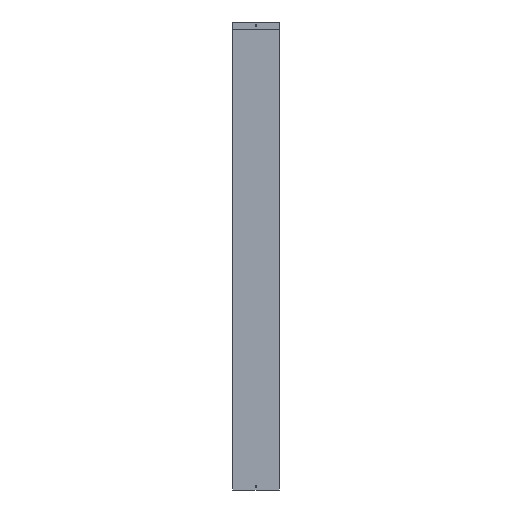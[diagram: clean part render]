
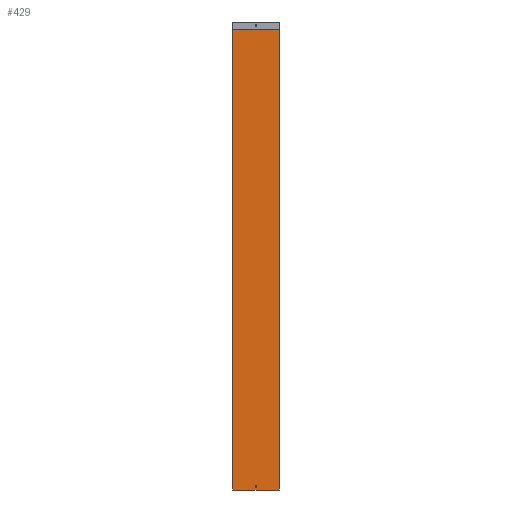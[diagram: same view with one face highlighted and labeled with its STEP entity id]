
A CAD part, front view. The second image highlights one B-rep face of the part: STEP entity #429.
In plain terms, the highlighted planar face has unit normal (0, -1, 0).
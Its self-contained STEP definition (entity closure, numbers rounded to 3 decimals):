
#42 = DIRECTION ( 'NONE',  ( 0., 0., -1. ) ) ;
#54 = CARTESIAN_POINT ( 'NONE',  ( 100., 0., 1969. ) ) ;
#262 = AXIS2_PLACEMENT_3D ( 'NONE', #759, #752, #751 ) ;
#288 = AXIS2_PLACEMENT_3D ( 'NONE', #637, #634, #631 ) ;
#310 = EDGE_CURVE ( 'NONE', #1044, #1067, #1558, .T. ) ;
#362 = EDGE_CURVE ( 'NONE', #1335, #1021, #1649, .T. ) ;
#365 = EDGE_CURVE ( 'NONE', #1844, #1844, #1654, .T. ) ;
#366 = EDGE_CURVE ( 'NONE', #1335, #1044, #1657, .T. ) ;
#367 = EDGE_CURVE ( 'NONE', #1021, #1067, #1656, .T. ) ;
#429 = ADVANCED_FACE ( 'NONE', ( #1762, #1766 ), #761, .F. ) ;
#623 = DIRECTION ( 'NONE',  ( 1., 0., 0. ) ) ;
#629 = DIRECTION ( 'NONE',  ( 1., 0., 0. ) ) ;
#631 = DIRECTION ( 'NONE',  ( 0., 0., 1. ) ) ;
#634 = DIRECTION ( 'NONE',  ( 0., -1., 0. ) ) ;
#637 = CARTESIAN_POINT ( 'NONE',  ( 0., 0., 15. ) ) ;
#649 = CARTESIAN_POINT ( 'NONE',  ( -100., 0., 0. ) ) ;
#655 = CARTESIAN_POINT ( 'NONE',  ( -100., 0., 1968. ) ) ;
#686 = DIRECTION ( 'NONE',  ( 0., 0., -1. ) ) ;
#688 = CARTESIAN_POINT ( 'NONE',  ( -100., 0., 1969. ) ) ;
#751 = DIRECTION ( 'NONE',  ( 0., 0., 1. ) ) ;
#752 = DIRECTION ( 'NONE',  ( 0., 1., 0. ) ) ;
#759 = CARTESIAN_POINT ( 'NONE',  ( -100., 0., 1969. ) ) ;
#761 = PLANE ( 'NONE',  #262 ) ;
#868 = CARTESIAN_POINT ( 'NONE',  ( 100., 0., 1968. ) ) ;
#898 = CARTESIAN_POINT ( 'NONE',  ( -100., 0., 0. ) ) ;
#961 = CARTESIAN_POINT ( 'NONE',  ( 0., 0., 18.5 ) ) ;
#982 = CARTESIAN_POINT ( 'NONE',  ( -100., 0., 1968. ) ) ;
#991 = CARTESIAN_POINT ( 'NONE',  ( 100., 0., 0. ) ) ;
#1021 = VERTEX_POINT ( 'NONE', #898 ) ;
#1044 = VERTEX_POINT ( 'NONE', #868 ) ;
#1067 = VERTEX_POINT ( 'NONE', #991 ) ;
#1263 = EDGE_LOOP ( 'NONE', ( #1455, #1454, #1453, #1452 ) ) ;
#1301 = EDGE_LOOP ( 'NONE', ( #1456 ) ) ;
#1335 = VERTEX_POINT ( 'NONE', #982 ) ;
#1452 = ORIENTED_EDGE ( 'NONE', *, *, #367, .T. ) ;
#1453 = ORIENTED_EDGE ( 'NONE', *, *, #362, .T. ) ;
#1454 = ORIENTED_EDGE ( 'NONE', *, *, #366, .F. ) ;
#1455 = ORIENTED_EDGE ( 'NONE', *, *, #310, .F. ) ;
#1456 = ORIENTED_EDGE ( 'NONE', *, *, #365, .F. ) ;
#1558 = LINE ( 'NONE', #54, #1561 ) ;
#1561 = VECTOR ( 'NONE', #42, 1000. ) ;
#1649 = LINE ( 'NONE', #688, #1651 ) ;
#1651 = VECTOR ( 'NONE', #686, 1000. ) ;
#1654 = CIRCLE ( 'NONE', #288, 3.5 ) ;
#1656 = LINE ( 'NONE', #649, #1658 ) ;
#1657 = LINE ( 'NONE', #655, #1659 ) ;
#1658 = VECTOR ( 'NONE', #623, 1000. ) ;
#1659 = VECTOR ( 'NONE', #629, 1000. ) ;
#1762 = FACE_BOUND ( 'NONE', #1301, .T. ) ;
#1766 = FACE_OUTER_BOUND ( 'NONE', #1263, .T. ) ;
#1844 = VERTEX_POINT ( 'NONE', #961 ) ;
